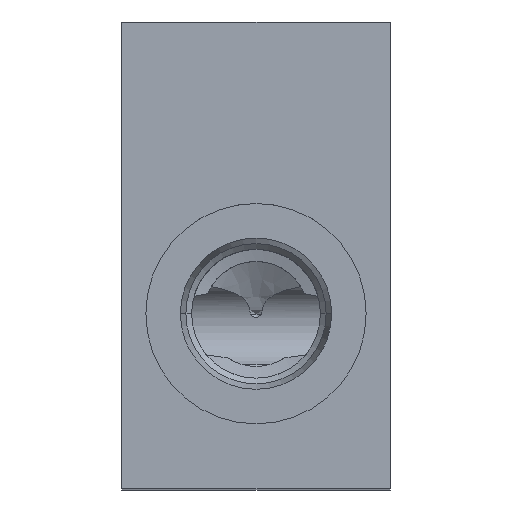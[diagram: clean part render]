
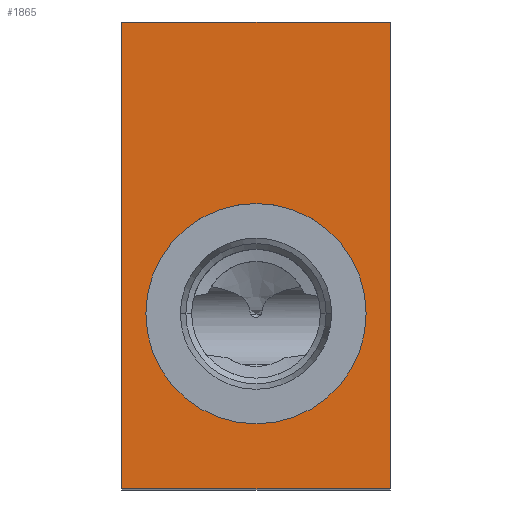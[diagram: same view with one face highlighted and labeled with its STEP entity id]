
A CAD part, top view. The second image highlights one B-rep face of the part: STEP entity #1865.
In plain terms, the highlighted planar face has unit normal (0, 0, 1).
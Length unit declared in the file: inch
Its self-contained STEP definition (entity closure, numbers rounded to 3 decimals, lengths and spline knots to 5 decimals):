
#411=DIRECTION('',(0.,-1.,0.));
#412=VECTOR('',#411,2.5);
#413=CARTESIAN_POINT('',(0.,0.,3.625));
#414=LINE('',#413,#412);
#415=DIRECTION('',(-1.,0.,0.));
#416=VECTOR('',#415,1.438);
#417=CARTESIAN_POINT('',(1.438,0.,3.625));
#418=LINE('',#417,#416);
#419=DIRECTION('',(0.,1.,0.));
#420=VECTOR('',#419,2.5);
#421=CARTESIAN_POINT('',(1.438,-2.5,3.625));
#422=LINE('',#421,#420);
#423=DIRECTION('',(1.,0.,0.));
#424=VECTOR('',#423,1.438);
#425=CARTESIAN_POINT('',(0.,-2.5,3.625));
#426=LINE('',#425,#424);
#427=CARTESIAN_POINT('',(0.719,-1.562,3.625));
#428=DIRECTION('',(0.,0.,-1.));
#429=DIRECTION('',(-1.,0.,0.));
#430=AXIS2_PLACEMENT_3D('',#427,#428,#429);
#432=CARTESIAN_POINT('',(0.719,-1.562,3.625));
#433=DIRECTION('',(0.,0.,-1.));
#434=DIRECTION('',(1.,0.,0.));
#435=AXIS2_PLACEMENT_3D('',#432,#433,#434);
#1504=CARTESIAN_POINT('',(0.,0.,3.625));
#1505=CARTESIAN_POINT('',(0.,-2.5,3.625));
#1506=VERTEX_POINT('',#1504);
#1507=VERTEX_POINT('',#1505);
#1508=CARTESIAN_POINT('',(1.438,-2.5,3.625));
#1509=VERTEX_POINT('',#1508);
#1510=CARTESIAN_POINT('',(1.438,0.,3.625));
#1511=VERTEX_POINT('',#1510);
#1615=CARTESIAN_POINT('',(0.129,-1.562,3.625));
#1617=VERTEX_POINT('',#1615);
#1619=CARTESIAN_POINT('',(1.309,-1.562,3.625));
#1621=VERTEX_POINT('',#1619);
#1848=CARTESIAN_POINT('',(0.,0.,3.625));
#1849=DIRECTION('',(0.,0.,1.));
#1850=DIRECTION('',(1.,0.,0.));
#1851=AXIS2_PLACEMENT_3D('',#1848,#1849,#1850);
#1852=PLANE('',#1851);
#1853=ORIENTED_EDGE('',*,*,#1692,.F.);
#1854=ORIENTED_EDGE('',*,*,#1761,.F.);
#1855=ORIENTED_EDGE('',*,*,#1775,.F.);
#1856=ORIENTED_EDGE('',*,*,#1842,.F.);
#1857=EDGE_LOOP('',(#1853,#1854,#1855,#1856));
#1858=FACE_OUTER_BOUND('',#1857,.F.);
#1860=ORIENTED_EDGE('',*,*,#1859,.F.);
#1862=ORIENTED_EDGE('',*,*,#1861,.F.);
#1863=EDGE_LOOP('',(#1860,#1862));
#1864=FACE_BOUND('',#1863,.F.);
#1865=ADVANCED_FACE('',(#1858,#1864),#1852,.T.);
#431=CIRCLE('',#430,0.59);
#436=CIRCLE('',#435,0.59);
#1692=EDGE_CURVE('',#1506,#1507,#414,.T.);
#1761=EDGE_CURVE('',#1511,#1506,#418,.T.);
#1775=EDGE_CURVE('',#1509,#1511,#422,.T.);
#1842=EDGE_CURVE('',#1507,#1509,#426,.T.);
#1859=EDGE_CURVE('',#1617,#1621,#431,.T.);
#1861=EDGE_CURVE('',#1621,#1617,#436,.T.);
